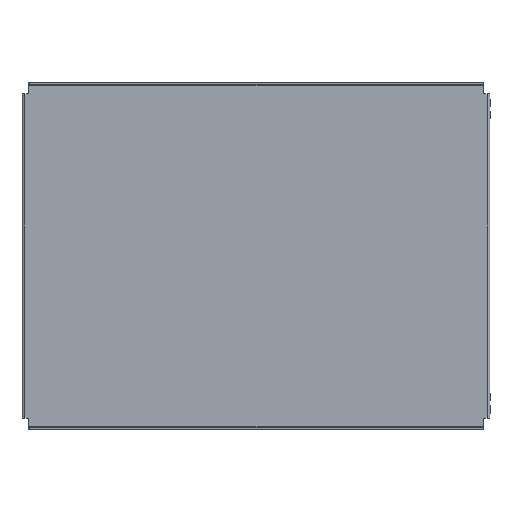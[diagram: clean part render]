
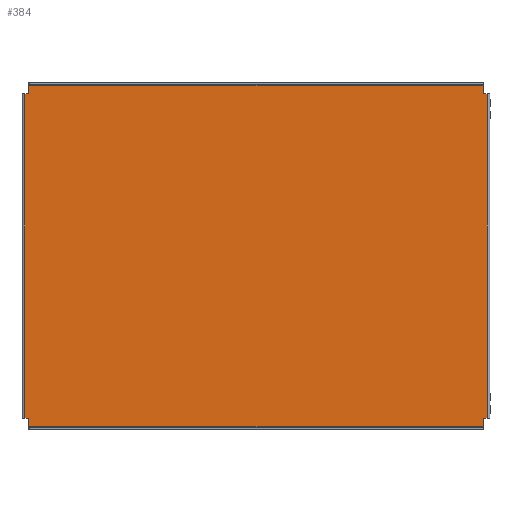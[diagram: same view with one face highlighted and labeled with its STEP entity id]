
A CAD part, top view. The second image highlights one B-rep face of the part: STEP entity #384.
In plain terms, the highlighted planar face has unit normal (0, 0, 1).
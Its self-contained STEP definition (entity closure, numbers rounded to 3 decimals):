
#220 = AXIS2_PLACEMENT_3D ( 'NONE', #1472, #1467, #1466 ) ;
#384 = ADVANCED_FACE ( 'NONE', ( #859 ), #1470, .T. ) ;
#431 = EDGE_CURVE ( 'NONE', #1022, #1018, #772, .T. ) ;
#432 = EDGE_CURVE ( 'NONE', #1022, #1088, #775, .T. ) ;
#433 = EDGE_CURVE ( 'NONE', #1088, #1002, #769, .T. ) ;
#434 = EDGE_CURVE ( 'NONE', #1002, #1182, #765, .T. ) ;
#435 = EDGE_CURVE ( 'NONE', #1203, #1182, #763, .T. ) ;
#436 = EDGE_CURVE ( 'NONE', #1203, #1213, #767, .T. ) ;
#437 = EDGE_CURVE ( 'NONE', #1249, #1213, #759, .T. ) ;
#438 = EDGE_CURVE ( 'NONE', #1249, #1130, #761, .T. ) ;
#439 = EDGE_CURVE ( 'NONE', #1130, #1184, #755, .T. ) ;
#440 = EDGE_CURVE ( 'NONE', #1184, #1204, #753, .T. ) ;
#441 = EDGE_CURVE ( 'NONE', #1061, #1204, #751, .T. ) ;
#442 = EDGE_CURVE ( 'NONE', #1061, #1018, #757, .T. ) ;
#746 = VECTOR ( 'NONE', #3056, 1000. ) ;
#748 = VECTOR ( 'NONE', #3057, 1000. ) ;
#750 = VECTOR ( 'NONE', #3062, 1000. ) ;
#751 = LINE ( 'NONE', #3060, #748 ) ;
#752 = VECTOR ( 'NONE', #3065, 1000. ) ;
#753 = LINE ( 'NONE', #3064, #750 ) ;
#754 = VECTOR ( 'NONE', #3069, 1000. ) ;
#755 = LINE ( 'NONE', #3066, #752 ) ;
#756 = VECTOR ( 'NONE', #3072, 1000. ) ;
#757 = LINE ( 'NONE', #3083, #746 ) ;
#758 = VECTOR ( 'NONE', #3081, 1000. ) ;
#759 = LINE ( 'NONE', #3077, #756 ) ;
#760 = VECTOR ( 'NONE', #3082, 1000. ) ;
#761 = LINE ( 'NONE', #3090, #754 ) ;
#762 = VECTOR ( 'NONE', #3085, 1000. ) ;
#763 = LINE ( 'NONE', #3084, #760 ) ;
#764 = VECTOR ( 'NONE', #3089, 1000. ) ;
#765 = LINE ( 'NONE', #3087, #762 ) ;
#766 = VECTOR ( 'NONE', #3092, 1000. ) ;
#767 = LINE ( 'NONE', #3094, #758 ) ;
#768 = VECTOR ( 'NONE', #3093, 1000. ) ;
#769 = LINE ( 'NONE', #3099, #764 ) ;
#772 = LINE ( 'NONE', #3105, #768 ) ;
#775 = LINE ( 'NONE', #3100, #766 ) ;
#859 = FACE_OUTER_BOUND ( 'NONE', #2727, .T. ) ;
#964 = ORIENTED_EDGE ( 'NONE', *, *, #442, .T. ) ;
#1002 = VERTEX_POINT ( 'NONE', #2158 ) ;
#1018 = VERTEX_POINT ( 'NONE', #2147 ) ;
#1022 = VERTEX_POINT ( 'NONE', #2195 ) ;
#1061 = VERTEX_POINT ( 'NONE', #2199 ) ;
#1088 = VERTEX_POINT ( 'NONE', #2106 ) ;
#1130 = VERTEX_POINT ( 'NONE', #2138 ) ;
#1182 = VERTEX_POINT ( 'NONE', #2074 ) ;
#1184 = VERTEX_POINT ( 'NONE', #2082 ) ;
#1203 = VERTEX_POINT ( 'NONE', #2075 ) ;
#1204 = VERTEX_POINT ( 'NONE', #2066 ) ;
#1213 = VERTEX_POINT ( 'NONE', #2061 ) ;
#1249 = VERTEX_POINT ( 'NONE', #2045 ) ;
#1279 = ORIENTED_EDGE ( 'NONE', *, *, #441, .F. ) ;
#1466 = DIRECTION ( 'NONE',  ( 1., 0., 0. ) ) ;
#1467 = DIRECTION ( 'NONE',  ( 0., 0., 1. ) ) ;
#1470 = PLANE ( 'NONE',  #220 ) ;
#1472 = CARTESIAN_POINT ( 'NONE',  ( -242., -182.5, 2. ) ) ;
#2045 = CARTESIAN_POINT ( 'NONE',  ( 246., -172.5, 2. ) ) ;
#2061 = CARTESIAN_POINT ( 'NONE',  ( 242., -172.5, 2. ) ) ;
#2066 = CARTESIAN_POINT ( 'NONE',  ( 242., 181.5, 2. ) ) ;
#2074 = CARTESIAN_POINT ( 'NONE',  ( -242., -181.5, 2. ) ) ;
#2075 = CARTESIAN_POINT ( 'NONE',  ( 242., -181.5, 2. ) ) ;
#2082 = CARTESIAN_POINT ( 'NONE',  ( 242., 172.5, 2. ) ) ;
#2106 = CARTESIAN_POINT ( 'NONE',  ( -246., -172.5, 2. ) ) ;
#2138 = CARTESIAN_POINT ( 'NONE',  ( 246., 172.5, 2. ) ) ;
#2147 = CARTESIAN_POINT ( 'NONE',  ( -242., 172.5, 2. ) ) ;
#2158 = CARTESIAN_POINT ( 'NONE',  ( -242., -172.5, 2. ) ) ;
#2195 = CARTESIAN_POINT ( 'NONE',  ( -246., 172.5, 2. ) ) ;
#2199 = CARTESIAN_POINT ( 'NONE',  ( -242., 181.5, 2. ) ) ;
#2593 = ORIENTED_EDGE ( 'NONE', *, *, #432, .T. ) ;
#2594 = ORIENTED_EDGE ( 'NONE', *, *, #439, .T. ) ;
#2632 = ORIENTED_EDGE ( 'NONE', *, *, #433, .T. ) ;
#2670 = ORIENTED_EDGE ( 'NONE', *, *, #434, .T. ) ;
#2708 = ORIENTED_EDGE ( 'NONE', *, *, #435, .F. ) ;
#2727 = EDGE_LOOP ( 'NONE', ( #2859, #2593, #2632, #2670, #2708, #2746, #2784, #2822, #2594, #2860, #1279, #964 ) ) ;
#2746 = ORIENTED_EDGE ( 'NONE', *, *, #436, .T. ) ;
#2784 = ORIENTED_EDGE ( 'NONE', *, *, #437, .F. ) ;
#2822 = ORIENTED_EDGE ( 'NONE', *, *, #438, .T. ) ;
#2859 = ORIENTED_EDGE ( 'NONE', *, *, #431, .F. ) ;
#2860 = ORIENTED_EDGE ( 'NONE', *, *, #440, .T. ) ;
#3056 = DIRECTION ( 'NONE',  ( 0., -1., 0. ) ) ;
#3057 = DIRECTION ( 'NONE',  ( 1., 0., 0. ) ) ;
#3060 = CARTESIAN_POINT ( 'NONE',  ( -242., 181.5, 2. ) ) ;
#3062 = DIRECTION ( 'NONE',  ( 0., 1., 0. ) ) ;
#3064 = CARTESIAN_POINT ( 'NONE',  ( 242., 182.5, 2. ) ) ;
#3065 = DIRECTION ( 'NONE',  ( -1., 0., 0. ) ) ;
#3066 = CARTESIAN_POINT ( 'NONE',  ( 247., 172.5, 2. ) ) ;
#3069 = DIRECTION ( 'NONE',  ( 0., 1., 0. ) ) ;
#3072 = DIRECTION ( 'NONE',  ( -1., 0., 0. ) ) ;
#3077 = CARTESIAN_POINT ( 'NONE',  ( 247., -172.5, 2. ) ) ;
#3081 = DIRECTION ( 'NONE',  ( 0., 1., 0. ) ) ;
#3082 = DIRECTION ( 'NONE',  ( -1., 0., 0. ) ) ;
#3083 = CARTESIAN_POINT ( 'NONE',  ( -242., 182.5, 2. ) ) ;
#3084 = CARTESIAN_POINT ( 'NONE',  ( 242., -181.5, 2. ) ) ;
#3085 = DIRECTION ( 'NONE',  ( 0., -1., 0. ) ) ;
#3087 = CARTESIAN_POINT ( 'NONE',  ( -242., 182.5, 2. ) ) ;
#3089 = DIRECTION ( 'NONE',  ( 1., 0., 0. ) ) ;
#3090 = CARTESIAN_POINT ( 'NONE',  ( 246., -172.5, 2. ) ) ;
#3092 = DIRECTION ( 'NONE',  ( 0., -1., 0. ) ) ;
#3093 = DIRECTION ( 'NONE',  ( 1., 0., 0. ) ) ;
#3094 = CARTESIAN_POINT ( 'NONE',  ( 242., 182.5, 2. ) ) ;
#3099 = CARTESIAN_POINT ( 'NONE',  ( -247., -172.5, 2. ) ) ;
#3100 = CARTESIAN_POINT ( 'NONE',  ( -246., 172.5, 2. ) ) ;
#3105 = CARTESIAN_POINT ( 'NONE',  ( -247., 172.5, 2. ) ) ;
